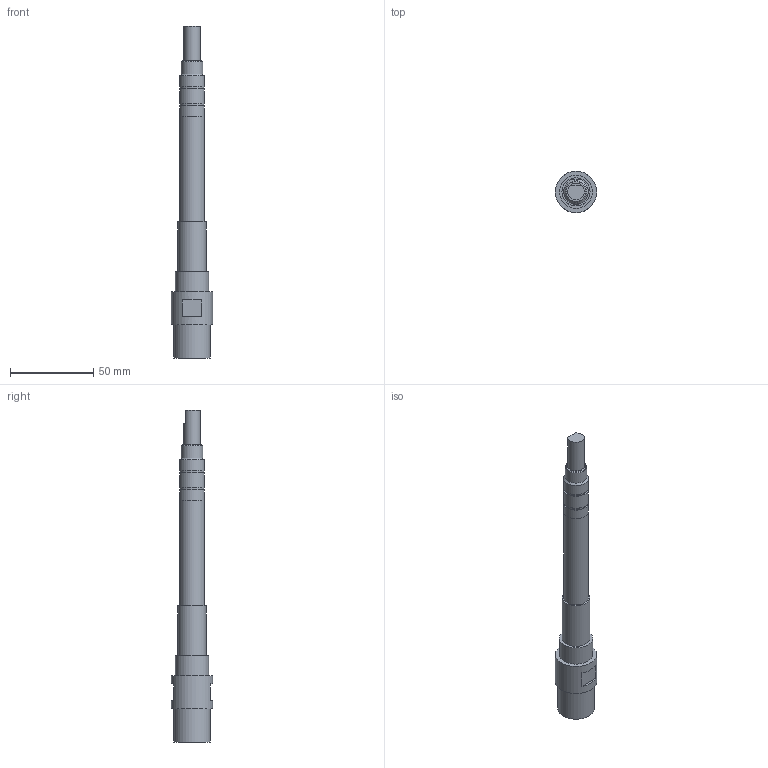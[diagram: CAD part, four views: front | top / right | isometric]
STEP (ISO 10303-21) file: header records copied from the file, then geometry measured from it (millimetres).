
FILE_DESCRIPTION(/* description */ (''),/* implementation_level */ '2;1');
FILE_NAME(/* name */ 'splindle_ER20_.step',/* time_stamp */ '2020-05-27T23:17:50-04:00',/* author */ (''),/* organization */ (''),/* preprocessor_version */ 'ST-DEVELOPER v18.1',/* originating_system */ 'Autodesk Translation Framework v9.3.0.1241',/* authorisation */ '');
FILE_SCHEMA (('AUTOMOTIVE_DESIGN { 1 0 10303 214 3 1 1 }'));
Length unit declared in the file: millimetre
Products named in the file (1): eje_rotatorio
Bounding box: 25 x 25 x 200 mm (x, y, z)
Volume: 42642.4 mm3; surface area: 12807 mm2
Topology: 2 solids, 2 shells, 36 faces, 60 edges, 39 vertices
Faces by surface type: plane 21, cylinder 12, cone 3
Full cylindrical faces by diameter (mm): 10 x1, 13 x1, 14.3 x2, 14.9 x1, 15 x3, 16.884 x1, 20 x1, 21.85 x1, 25 x1
Entity records: 904 total; most frequent: DIRECTION 167, CARTESIAN_POINT 136, ORIENTED_EDGE 120, AXIS2_PLACEMENT_3D 70, EDGE_CURVE 60, EDGE_LOOP 49, VERTEX_POINT 39, FACE_OUTER_BOUND 36
